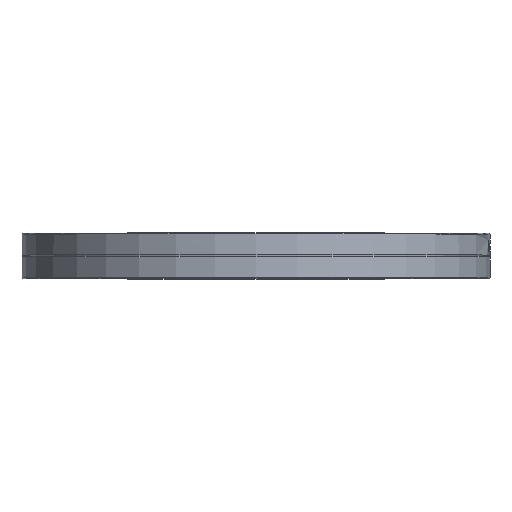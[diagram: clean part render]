
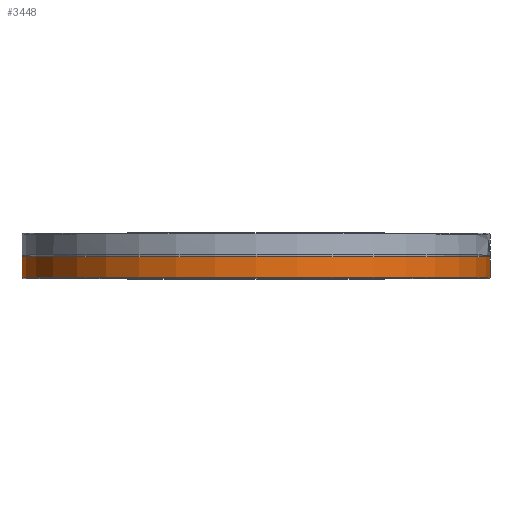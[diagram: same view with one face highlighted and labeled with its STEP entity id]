
A CAD part, top view. The second image highlights one B-rep face of the part: STEP entity #3448.
In plain terms, the highlighted cylindrical face has radius 127 mm (diameter 254 mm), a full revolution.
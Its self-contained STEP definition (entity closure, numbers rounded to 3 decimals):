
#319=CYLINDRICAL_SURFACE('',#3716,127.);
#372=FACE_OUTER_BOUND('',#598,.T.);
#598=EDGE_LOOP('',(#2401,#2402,#2403,#2404,#2405,#2406,#2407));
#825=LINE('',#5013,#1020);
#1020=VECTOR('',#4146,127.);
#1226=CIRCLE('',#3686,127.);
#1227=CIRCLE('',#3687,127.);
#1255=CIRCLE('',#3717,127.);
#1256=CIRCLE('',#3718,127.);
#1257=CIRCLE('',#3719,127.);
#1430=VERTEX_POINT('',#4946);
#1431=VERTEX_POINT('',#4947);
#1459=VERTEX_POINT('',#5007);
#1460=VERTEX_POINT('',#5008);
#1461=VERTEX_POINT('',#5010);
#1795=EDGE_CURVE('',#1430,#1431,#1226,.T.);
#1796=EDGE_CURVE('',#1431,#1430,#1227,.T.);
#1825=EDGE_CURVE('',#1459,#1460,#1255,.T.);
#1826=EDGE_CURVE('',#1461,#1459,#1256,.T.);
#1827=EDGE_CURVE('',#1460,#1461,#1257,.T.);
#1828=EDGE_CURVE('',#1460,#1431,#825,.T.);
#2401=ORIENTED_EDGE('',*,*,#1825,.F.);
#2402=ORIENTED_EDGE('',*,*,#1826,.F.);
#2403=ORIENTED_EDGE('',*,*,#1827,.F.);
#2404=ORIENTED_EDGE('',*,*,#1828,.T.);
#2405=ORIENTED_EDGE('',*,*,#1795,.F.);
#2406=ORIENTED_EDGE('',*,*,#1796,.F.);
#2407=ORIENTED_EDGE('',*,*,#1828,.F.);
#3448=ADVANCED_FACE('',(#372),#319,.T.);
#3686=AXIS2_PLACEMENT_3D('',#4948,#4077,#4078);
#3687=AXIS2_PLACEMENT_3D('',#4949,#4079,#4080);
#3716=AXIS2_PLACEMENT_3D('',#5006,#4138,#4139);
#3717=AXIS2_PLACEMENT_3D('',#5009,#4140,#4141);
#3718=AXIS2_PLACEMENT_3D('',#5011,#4142,#4143);
#3719=AXIS2_PLACEMENT_3D('',#5012,#4144,#4145);
#4077=DIRECTION('center_axis',(0.,-1.,0.));
#4078=DIRECTION('ref_axis',(1.,0.,0.));
#4079=DIRECTION('center_axis',(0.,-1.,0.));
#4080=DIRECTION('ref_axis',(1.,0.,0.));
#4138=DIRECTION('center_axis',(0.,1.,0.));
#4139=DIRECTION('ref_axis',(-1.,0.,0.));
#4140=DIRECTION('center_axis',(0.,1.,0.));
#4141=DIRECTION('ref_axis',(1.,0.,0.));
#4142=DIRECTION('center_axis',(0.,1.,0.));
#4143=DIRECTION('ref_axis',(1.,0.,0.));
#4144=DIRECTION('center_axis',(0.,1.,0.));
#4145=DIRECTION('ref_axis',(1.,0.,0.));
#4146=DIRECTION('',(0.,-1.,0.));
#4946=CARTESIAN_POINT('',(-127.,0.5,0.));
#4947=CARTESIAN_POINT('',(127.,0.5,0.));
#4948=CARTESIAN_POINT('Origin',(0.,0.5,0.));
#4949=CARTESIAN_POINT('Origin',(0.,0.5,0.));
#5006=CARTESIAN_POINT('Origin',(0.,5.906,0.));
#5007=CARTESIAN_POINT('',(-127.,11.813,0.));
#5008=CARTESIAN_POINT('',(127.,11.813,0.));
#5009=CARTESIAN_POINT('Origin',(0.,11.813,0.));
#5010=CARTESIAN_POINT('',(0.,11.813,-127.));
#5011=CARTESIAN_POINT('Origin',(0.,11.813,0.));
#5012=CARTESIAN_POINT('Origin',(0.,11.813,0.));
#5013=CARTESIAN_POINT('',(127.,5.906,0.));
